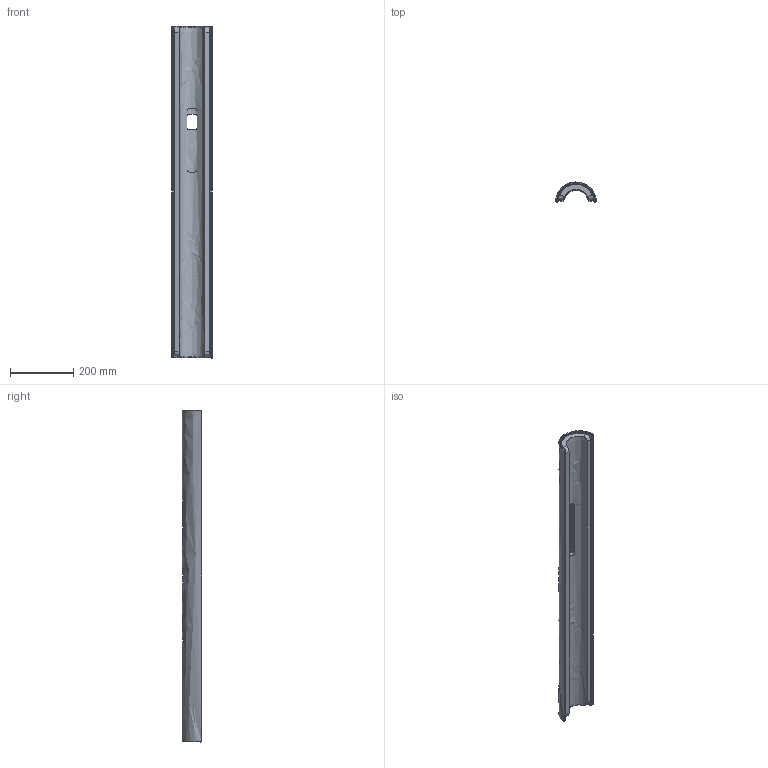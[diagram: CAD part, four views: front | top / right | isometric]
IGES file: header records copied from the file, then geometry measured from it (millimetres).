
Start section: SolidWorks IGES file using analytic representation for surfaces
Global section: file name: Jacket Envelope.IGS; native system: SolidWorks 2014; preprocessor: SolidWorks 2014; author: tajohnson; date: 140722.135453; units: millimetre
Bounding box: 128.53 x 61.34 x 1048 mm (x, y, z)
Surface area: 1494558 mm2 (no closed solid volume)
Topology: 0 solids, 0 shells, 72 faces, 1774 edges, 1774 vertices
Faces by surface type: revolution 40, bspline 32
